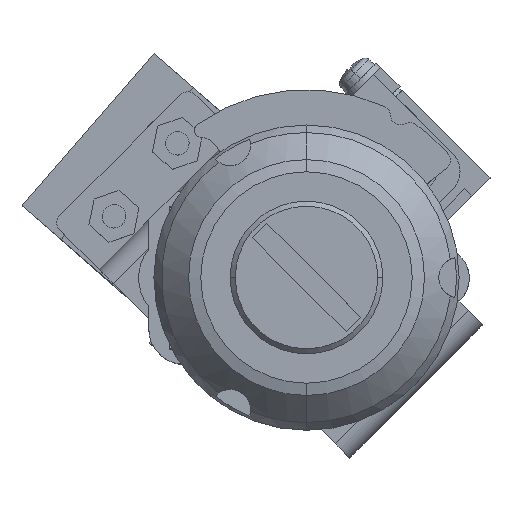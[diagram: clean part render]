
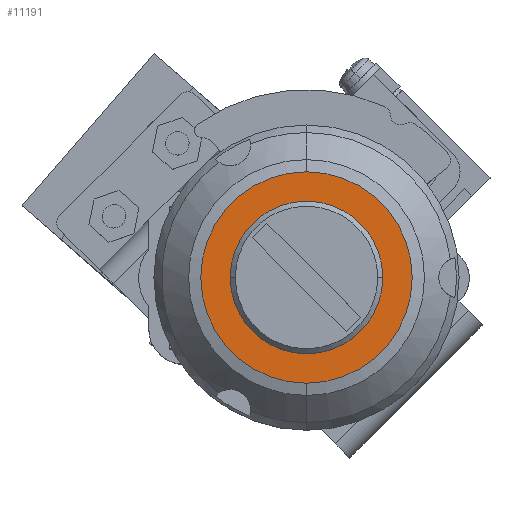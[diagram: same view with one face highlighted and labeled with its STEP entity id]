
A CAD part, top view. The second image highlights one B-rep face of the part: STEP entity #11191.
In plain terms, the highlighted planar face has unit normal (0, 0, 1).
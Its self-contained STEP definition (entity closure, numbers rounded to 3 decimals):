
#244 = CARTESIAN_POINT ( 'NONE',  ( 0., 0., 0. ) ) ;
#1465 = ORIENTED_EDGE ( 'NONE', *, *, #26455, .F. ) ;
#3622 = CARTESIAN_POINT ( 'NONE',  ( 0., 0., 0. ) ) ;
#4336 = AXIS2_PLACEMENT_3D ( 'NONE', #21034, #9628, #7282 ) ;
#4625 = ORIENTED_EDGE ( 'NONE', *, *, #20822, .T. ) ;
#4643 = PLANE ( 'NONE',  #4336 ) ;
#6592 = CARTESIAN_POINT ( 'NONE',  ( 0., 0., 0. ) ) ;
#6803 = DIRECTION ( 'NONE',  ( -1., 0., 0. ) ) ;
#7282 = DIRECTION ( 'NONE',  ( -1., 0., 0. ) ) ;
#7340 = EDGE_CURVE ( 'NONE', #27617, #15691, #13042, .T. ) ;
#7716 = FACE_OUTER_BOUND ( 'NONE', #21906, .T. ) ;
#8096 = CARTESIAN_POINT ( 'NONE',  ( 10.387, 0., 0. ) ) ;
#8220 = DIRECTION ( 'NONE',  ( 0., 0., 1. ) ) ;
#8739 = DIRECTION ( 'NONE',  ( 1., 0., 0. ) ) ;
#9628 = DIRECTION ( 'NONE',  ( 0., 0., -1. ) ) ;
#9672 = VERTEX_POINT ( 'NONE', #17573 ) ;
#9920 = DIRECTION ( 'NONE',  ( 1., 0., 0. ) ) ;
#11000 = FACE_BOUND ( 'NONE', #15508, .T. ) ;
#11191 = ADVANCED_FACE ( 'NONE', ( #7716, #11000 ), #4643, .F. ) ;
#11917 = AXIS2_PLACEMENT_3D ( 'NONE', #6592, #13367, #8739 ) ;
#12174 = AXIS2_PLACEMENT_3D ( 'NONE', #23003, #18478, #6803 ) ;
#13042 = CIRCLE ( 'NONE', #24477, 10.387 ) ;
#13367 = DIRECTION ( 'NONE',  ( 0., 0., 1. ) ) ;
#13474 = CARTESIAN_POINT ( 'NONE',  ( -10.387, 0., 0. ) ) ;
#15508 = EDGE_LOOP ( 'NONE', ( #1465, #15531 ) ) ;
#15531 = ORIENTED_EDGE ( 'NONE', *, *, #25612, .F. ) ;
#15691 = VERTEX_POINT ( 'NONE', #13474 ) ;
#16025 = AXIS2_PLACEMENT_3D ( 'NONE', #244, #28393, #9920 ) ;
#16357 = VERTEX_POINT ( 'NONE', #25610 ) ;
#17453 = ORIENTED_EDGE ( 'NONE', *, *, #7340, .T. ) ;
#17560 = DIRECTION ( 'NONE',  ( -1., 0., 0. ) ) ;
#17573 = CARTESIAN_POINT ( 'NONE',  ( 7.5, 0., 0. ) ) ;
#18478 = DIRECTION ( 'NONE',  ( 0., 0., 1. ) ) ;
#20822 = EDGE_CURVE ( 'NONE', #15691, #27617, #26863, .T. ) ;
#21034 = CARTESIAN_POINT ( 'NONE',  ( 0., 11.25, 0. ) ) ;
#21128 = CIRCLE ( 'NONE', #16025, 7.5 ) ;
#21906 = EDGE_LOOP ( 'NONE', ( #4625, #17453 ) ) ;
#23003 = CARTESIAN_POINT ( 'NONE',  ( 0., 0., 0. ) ) ;
#24076 = CIRCLE ( 'NONE', #11917, 7.5 ) ;
#24477 = AXIS2_PLACEMENT_3D ( 'NONE', #3622, #8220, #17560 ) ;
#25610 = CARTESIAN_POINT ( 'NONE',  ( -7.5, 0., 0. ) ) ;
#25612 = EDGE_CURVE ( 'NONE', #16357, #9672, #24076, .T. ) ;
#26455 = EDGE_CURVE ( 'NONE', #9672, #16357, #21128, .T. ) ;
#26863 = CIRCLE ( 'NONE', #12174, 10.387 ) ;
#27617 = VERTEX_POINT ( 'NONE', #8096 ) ;
#28393 = DIRECTION ( 'NONE',  ( 0., 0., 1. ) ) ;
